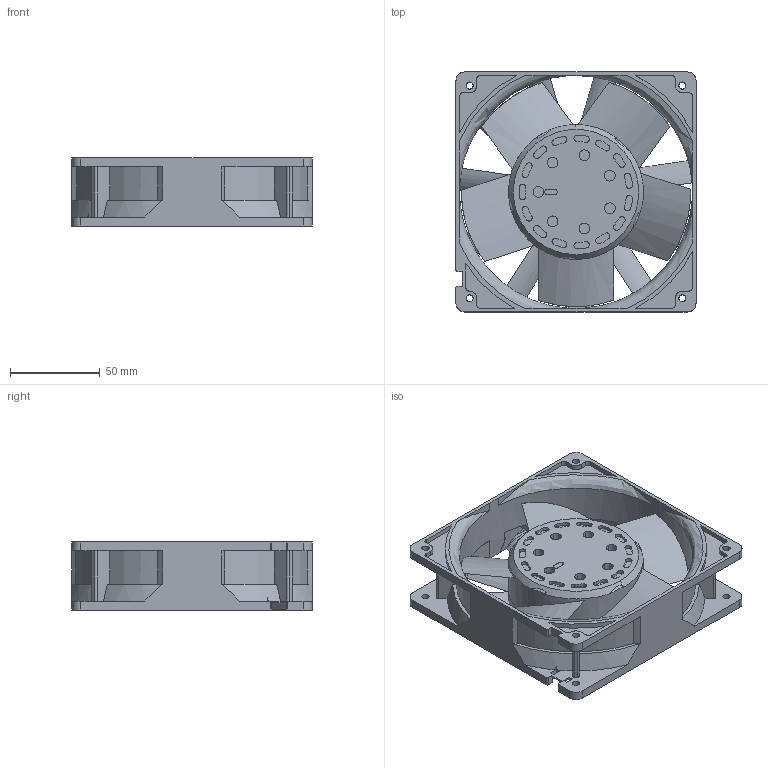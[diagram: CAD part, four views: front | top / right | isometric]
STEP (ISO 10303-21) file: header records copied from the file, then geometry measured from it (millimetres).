
FILE_DESCRIPTION (( 'STEP AP203' ), '1' );
FILE_NAME ('(DUMMY)THD13.STEP', '2016-11-28T07:42:23', ( 'Delta' ), ( '' ), 'SwSTEP 2.0', 'SolidWorks 2011', '' );
FILE_SCHEMA (( 'CONFIG_CONTROL_DESIGN' ));
Length unit declared in the file: millimetre
Products named in the file (3): (DUMMY)4103203600; (DUMMY)4101318000; (DUMMY)THD13
Assembly tree (2 placements, depth 2):
  (DUMMY)THD13
    (DUMMY)4103203600
    (DUMMY)4101318000
Bounding box: 134 x 134 x 38 mm (x, y, z)
Volume: 222442.7 mm3; surface area: 104703.9 mm2
Topology: 2 solids, 11 shells, 625 faces, 1752 edges, 1172 vertices
Faces by surface type: cylinder 288, plane 204, bspline 105, cone 22, torus 6
Entity records: 34667 total; most frequent: CARTESIAN_POINT 19407, ORIENTED_EDGE 3504, DIRECTION 2559, EDGE_CURVE 1752, VERTEX_POINT 1172, AXIS2_PLACEMENT_3D 949, EDGE_LOOP 692, LINE 661
